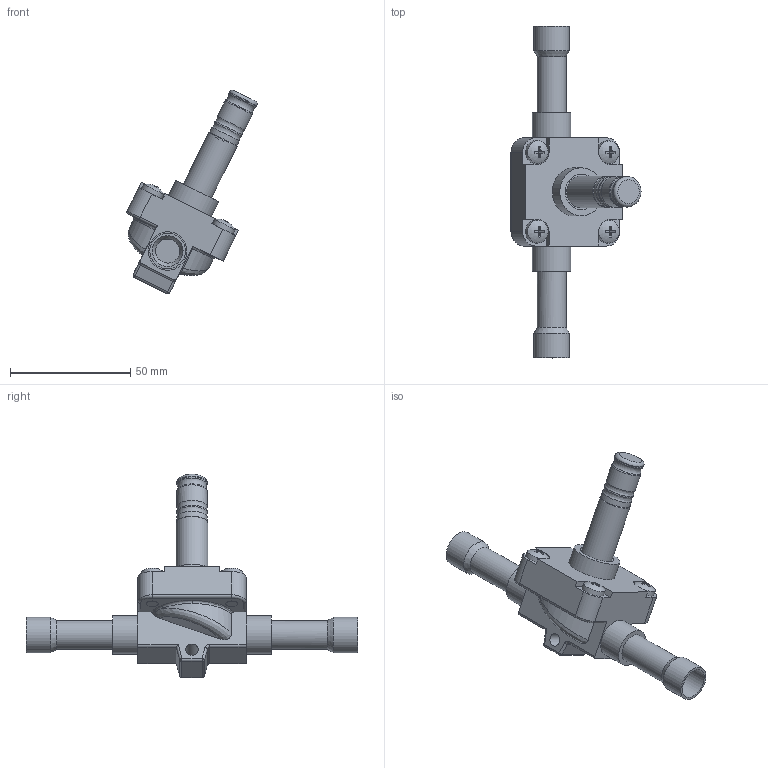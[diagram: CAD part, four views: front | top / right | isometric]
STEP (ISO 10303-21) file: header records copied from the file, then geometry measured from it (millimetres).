
FILE_DESCRIPTION(('TFLEX Exchange Step'),'2;1');
FILE_NAME('032L1209R.stp', '2023-09-28T09:27:27+03:00',('RUCO3026'),('Unknown organisation'),'TFLEX Exchange 2022.1','T-FLEX CAD','Unknown authorisation');
FILE_SCHEMA( ('AUTOMOTIVE_DESIGN { 1 0 10303 214 1 1 1 1 }') );
Length unit declared in the file: millimetre
Products named in the file (1): Nodes
Bounding box: 54.11 x 138 x 84.62 mm (x, y, z)
Volume: 53287.3 mm3; surface area: 21169.1 mm2
Topology: 1 solids, 6 shells, 225 faces, 618 edges, 422 vertices
Faces by surface type: plane 103, cylinder 82, torus 15, bspline 11, sphere 8, cone 6
Full cylindrical faces by diameter (mm): 5 x8, 5.2 x1, 5.5 x4, 9.5 x4, 10 x2, 11.6 x2, 12 x3, 12.7 x4, 12.8 x2, 13.1 x1, 14.8 x3, 16 x2, 20 x1
Entity records: 9034 total; most frequent: CARTESIAN_POINT 3311, ORIENTED_EDGE 1228, DIRECTION 1176, EDGE_CURVE 614, AXIS2_PLACEMENT_3D 454, VERTEX_POINT 422, VECTOR 268, LINE 268
